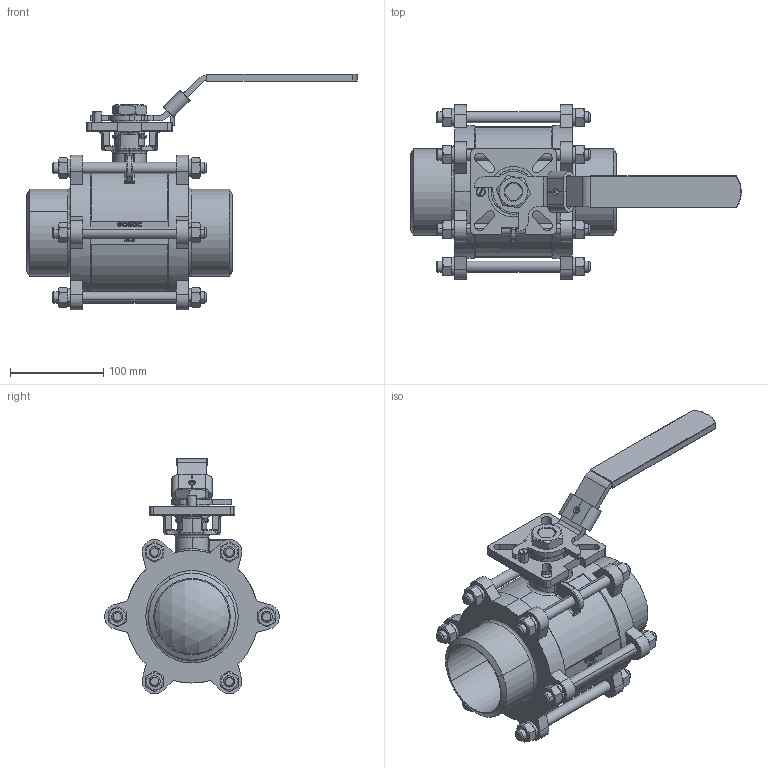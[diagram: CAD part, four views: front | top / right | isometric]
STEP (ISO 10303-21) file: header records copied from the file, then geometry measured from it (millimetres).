
FILE_DESCRIPTION((''),'2;1');
FILE_NAME('ÔÁ39 320 080 700.stp','2012-02-16T10:54:48',('Ãîíòàðåâ ÏÃ'),(''),'Autodesk Inventor 9','Autodesk Inventor 9','');
FILE_SCHEMA(('AUTOMOTIVE_DESIGN { 1 0 10303 214 1 1 1 1 }'));
Length unit declared in the file: millimetre
Products named in the file (1): 埡39 320 080 700
Bounding box: 353.91 x 186.9 x 252.73 mm (x, y, z)
Volume: 788126.8 mm3; surface area: 404504.2 mm2
Topology: 1 solids, 8 shells, 1396 faces, 3771 edges, 2414 vertices
Faces by surface type: plane 572, cylinder 369, bspline 236, cone 150, torus 51, sphere 18
Entity records: 48860 total; most frequent: CARTESIAN_POINT 14942, ORIENTED_EDGE 7492, DIRECTION 6754, EDGE_CURVE 3746, AXIS2_PLACEMENT_3D 2517, VERTEX_POINT 2408, VECTOR 1720, LINE 1720
